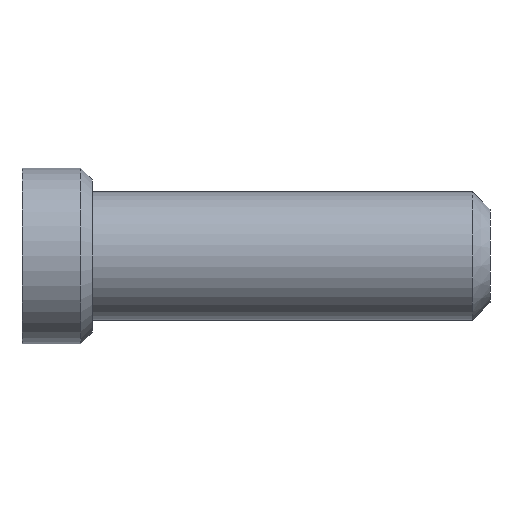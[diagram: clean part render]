
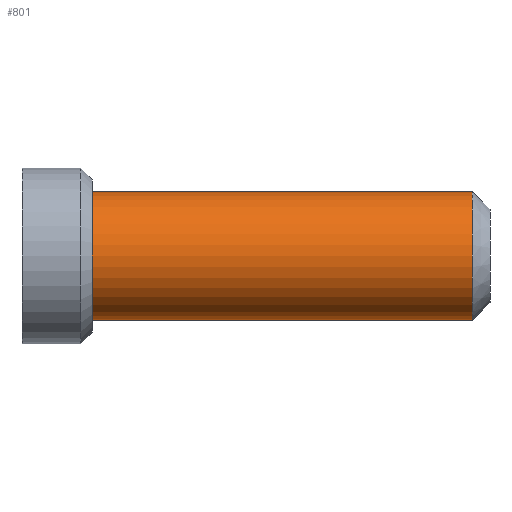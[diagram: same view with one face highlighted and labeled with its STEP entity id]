
A CAD part, left-side view. The second image highlights one B-rep face of the part: STEP entity #801.
In plain terms, the highlighted cylindrical face has radius 11 mm (diameter 22 mm), a partial arc.
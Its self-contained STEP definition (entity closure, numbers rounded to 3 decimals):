
#12 = VERTEX_POINT ( 'NONE', #622 ) ;
#32 = ORIENTED_EDGE ( 'NONE', *, *, #98, .T. ) ;
#49 = FACE_OUTER_BOUND ( 'NONE', #792, .T. ) ;
#58 = CARTESIAN_POINT ( 'NONE',  ( 0., -12., -11. ) ) ;
#75 = DIRECTION ( 'NONE',  ( 0., 1., 0. ) ) ;
#98 = EDGE_CURVE ( 'NONE', #12, #615, #765, .T. ) ;
#112 = VECTOR ( 'NONE', #209, 1000. ) ;
#135 = AXIS2_PLACEMENT_3D ( 'NONE', #567, #829, #366 ) ;
#137 = CARTESIAN_POINT ( 'NONE',  ( 0., -77., 0. ) ) ;
#144 = ORIENTED_EDGE ( 'NONE', *, *, #483, .T. ) ;
#181 = AXIS2_PLACEMENT_3D ( 'NONE', #137, #75, #593 ) ;
#192 = CARTESIAN_POINT ( 'NONE',  ( 0., -77., 11. ) ) ;
#205 = LINE ( 'NONE', #580, #112 ) ;
#206 = LINE ( 'NONE', #726, #350 ) ;
#209 = DIRECTION ( 'NONE',  ( 0., 1., 0. ) ) ;
#282 = CIRCLE ( 'NONE', #181, 11. ) ;
#285 = VERTEX_POINT ( 'NONE', #192 ) ;
#297 = ORIENTED_EDGE ( 'NONE', *, *, #357, .F. ) ;
#307 = DIRECTION ( 'NONE',  ( 0., -1., 0. ) ) ;
#350 = VECTOR ( 'NONE', #719, 1000. ) ;
#357 = EDGE_CURVE ( 'NONE', #809, #615, #206, .T. ) ;
#366 = DIRECTION ( 'NONE',  ( 0., 0., 1. ) ) ;
#411 = EDGE_CURVE ( 'NONE', #809, #285, #282, .T. ) ;
#424 = CYLINDRICAL_SURFACE ( 'NONE', #135, 11. ) ;
#433 = CARTESIAN_POINT ( 'NONE',  ( 0., -77., -11. ) ) ;
#483 = EDGE_CURVE ( 'NONE', #285, #12, #205, .T. ) ;
#531 = ORIENTED_EDGE ( 'NONE', *, *, #411, .T. ) ;
#567 = CARTESIAN_POINT ( 'NONE',  ( 0., -80., 0. ) ) ;
#580 = CARTESIAN_POINT ( 'NONE',  ( 0., -80., 11. ) ) ;
#593 = DIRECTION ( 'NONE',  ( 0., 0., 1. ) ) ;
#615 = VERTEX_POINT ( 'NONE', #58 ) ;
#622 = CARTESIAN_POINT ( 'NONE',  ( 0., -12., 11. ) ) ;
#719 = DIRECTION ( 'NONE',  ( 0., 1., 0. ) ) ;
#726 = CARTESIAN_POINT ( 'NONE',  ( 0., -80., -11. ) ) ;
#765 = CIRCLE ( 'NONE', #813, 11. ) ;
#792 = EDGE_LOOP ( 'NONE', ( #297, #531, #144, #32 ) ) ;
#801 = ADVANCED_FACE ( 'NONE', ( #49 ), #424, .T. ) ;
#809 = VERTEX_POINT ( 'NONE', #433 ) ;
#813 = AXIS2_PLACEMENT_3D ( 'NONE', #847, #307, #828 ) ;
#828 = DIRECTION ( 'NONE',  ( 0., 0., 1. ) ) ;
#829 = DIRECTION ( 'NONE',  ( 0., 1., 0. ) ) ;
#847 = CARTESIAN_POINT ( 'NONE',  ( 0., -12., 0. ) ) ;
